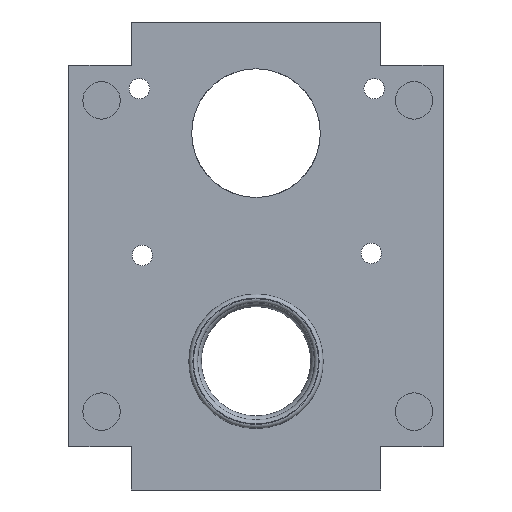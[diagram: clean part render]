
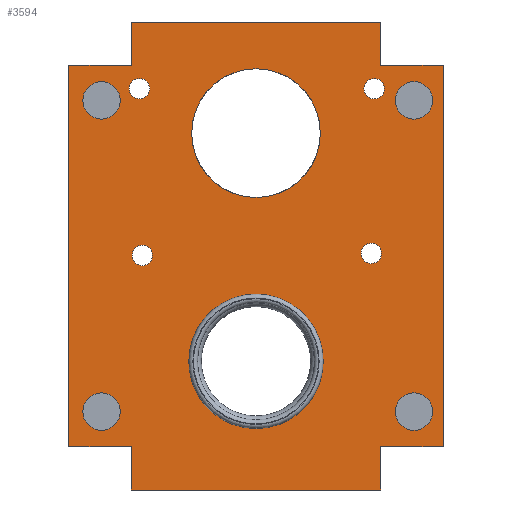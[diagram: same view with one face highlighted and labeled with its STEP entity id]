
A CAD part, front view. The second image highlights one B-rep face of the part: STEP entity #3594.
In plain terms, the highlighted planar face has unit normal (0, -1, 0).
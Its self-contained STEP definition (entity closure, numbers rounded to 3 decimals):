
#248=FACE_BOUND('',#631,.T.);
#249=FACE_BOUND('',#632,.T.);
#250=FACE_BOUND('',#633,.T.);
#251=FACE_BOUND('',#634,.T.);
#252=FACE_BOUND('',#635,.T.);
#253=FACE_BOUND('',#636,.T.);
#254=FACE_BOUND('',#637,.T.);
#255=FACE_BOUND('',#638,.T.);
#256=FACE_BOUND('',#639,.T.);
#257=FACE_BOUND('',#640,.T.);
#324=PLANE('',#3906);
#418=FACE_OUTER_BOUND('',#630,.T.);
#630=EDGE_LOOP('',(#2723,#2724,#2725,#2726,#2727,#2728,#2729,#2730,#2731,
#2732,#2733,#2734));
#631=EDGE_LOOP('',(#2735));
#632=EDGE_LOOP('',(#2736));
#633=EDGE_LOOP('',(#2737));
#634=EDGE_LOOP('',(#2738));
#635=EDGE_LOOP('',(#2739));
#636=EDGE_LOOP('',(#2740));
#637=EDGE_LOOP('',(#2741));
#638=EDGE_LOOP('',(#2742));
#639=EDGE_LOOP('',(#2743));
#640=EDGE_LOOP('',(#2744));
#906=LINE('',#5383,#1181);
#907=LINE('',#5385,#1182);
#908=LINE('',#5387,#1183);
#909=LINE('',#5389,#1184);
#910=LINE('',#5391,#1185);
#911=LINE('',#5393,#1186);
#912=LINE('',#5395,#1187);
#913=LINE('',#5397,#1188);
#914=LINE('',#5399,#1189);
#915=LINE('',#5401,#1190);
#916=LINE('',#5403,#1191);
#917=LINE('',#5404,#1192);
#1181=VECTOR('',#4373,10.);
#1182=VECTOR('',#4374,10.);
#1183=VECTOR('',#4375,10.);
#1184=VECTOR('',#4376,10.);
#1185=VECTOR('',#4377,10.);
#1186=VECTOR('',#4378,10.);
#1187=VECTOR('',#4379,10.);
#1188=VECTOR('',#4380,10.);
#1189=VECTOR('',#4381,10.);
#1190=VECTOR('',#4382,10.);
#1191=VECTOR('',#4383,10.);
#1192=VECTOR('',#4384,10.);
#1380=CIRCLE('',#3821,5.5);
#1437=CIRCLE('',#3905,5.75);
#1438=CIRCLE('',#3907,0.875);
#1439=CIRCLE('',#3908,0.875);
#1440=CIRCLE('',#3909,0.875);
#1441=CIRCLE('',#3910,0.875);
#1442=CIRCLE('',#3911,1.6);
#1443=CIRCLE('',#3912,1.6);
#1444=CIRCLE('',#3913,1.6);
#1445=CIRCLE('',#3914,1.6);
#1510=VERTEX_POINT('',#4871);
#1645=VERTEX_POINT('',#5377);
#1646=VERTEX_POINT('',#5381);
#1647=VERTEX_POINT('',#5382);
#1648=VERTEX_POINT('',#5384);
#1649=VERTEX_POINT('',#5386);
#1650=VERTEX_POINT('',#5388);
#1651=VERTEX_POINT('',#5390);
#1652=VERTEX_POINT('',#5392);
#1653=VERTEX_POINT('',#5394);
#1654=VERTEX_POINT('',#5396);
#1655=VERTEX_POINT('',#5398);
#1656=VERTEX_POINT('',#5400);
#1657=VERTEX_POINT('',#5402);
#1658=VERTEX_POINT('',#5405);
#1659=VERTEX_POINT('',#5407);
#1660=VERTEX_POINT('',#5409);
#1661=VERTEX_POINT('',#5411);
#1662=VERTEX_POINT('',#5413);
#1663=VERTEX_POINT('',#5415);
#1664=VERTEX_POINT('',#5417);
#1665=VERTEX_POINT('',#5419);
#1893=EDGE_CURVE('',#1510,#1510,#1380,.T.);
#2063=EDGE_CURVE('',#1645,#1645,#1437,.T.);
#2065=EDGE_CURVE('',#1646,#1647,#906,.T.);
#2066=EDGE_CURVE('',#1647,#1648,#907,.F.);
#2067=EDGE_CURVE('',#1648,#1649,#908,.T.);
#2068=EDGE_CURVE('',#1649,#1650,#909,.T.);
#2069=EDGE_CURVE('',#1650,#1651,#910,.T.);
#2070=EDGE_CURVE('',#1651,#1652,#911,.F.);
#2071=EDGE_CURVE('',#1652,#1653,#912,.T.);
#2072=EDGE_CURVE('',#1653,#1654,#913,.F.);
#2073=EDGE_CURVE('',#1654,#1655,#914,.T.);
#2074=EDGE_CURVE('',#1655,#1656,#915,.T.);
#2075=EDGE_CURVE('',#1656,#1657,#916,.T.);
#2076=EDGE_CURVE('',#1657,#1646,#917,.F.);
#2077=EDGE_CURVE('',#1658,#1658,#1438,.T.);
#2078=EDGE_CURVE('',#1659,#1659,#1439,.T.);
#2079=EDGE_CURVE('',#1660,#1660,#1440,.T.);
#2080=EDGE_CURVE('',#1661,#1661,#1441,.T.);
#2081=EDGE_CURVE('',#1662,#1662,#1442,.T.);
#2082=EDGE_CURVE('',#1663,#1663,#1443,.T.);
#2083=EDGE_CURVE('',#1664,#1664,#1444,.T.);
#2084=EDGE_CURVE('',#1665,#1665,#1445,.T.);
#2723=ORIENTED_EDGE('',*,*,#2065,.T.);
#2724=ORIENTED_EDGE('',*,*,#2066,.T.);
#2725=ORIENTED_EDGE('',*,*,#2067,.T.);
#2726=ORIENTED_EDGE('',*,*,#2068,.T.);
#2727=ORIENTED_EDGE('',*,*,#2069,.T.);
#2728=ORIENTED_EDGE('',*,*,#2070,.T.);
#2729=ORIENTED_EDGE('',*,*,#2071,.T.);
#2730=ORIENTED_EDGE('',*,*,#2072,.T.);
#2731=ORIENTED_EDGE('',*,*,#2073,.T.);
#2732=ORIENTED_EDGE('',*,*,#2074,.T.);
#2733=ORIENTED_EDGE('',*,*,#2075,.T.);
#2734=ORIENTED_EDGE('',*,*,#2076,.T.);
#2735=ORIENTED_EDGE('',*,*,#1893,.F.);
#2736=ORIENTED_EDGE('',*,*,#2077,.T.);
#2737=ORIENTED_EDGE('',*,*,#2078,.T.);
#2738=ORIENTED_EDGE('',*,*,#2079,.T.);
#2739=ORIENTED_EDGE('',*,*,#2080,.T.);
#2740=ORIENTED_EDGE('',*,*,#2081,.T.);
#2741=ORIENTED_EDGE('',*,*,#2082,.T.);
#2742=ORIENTED_EDGE('',*,*,#2083,.T.);
#2743=ORIENTED_EDGE('',*,*,#2084,.T.);
#2744=ORIENTED_EDGE('',*,*,#2063,.T.);
#3594=ADVANCED_FACE('',(#418,#248,#249,#250,#251,#252,#253,#254,#255,#256,
#257),#324,.F.);
#3821=AXIS2_PLACEMENT_3D('',#4872,#4133,#4134);
#3905=AXIS2_PLACEMENT_3D('',#5378,#4368,#4369);
#3906=AXIS2_PLACEMENT_3D('',#5380,#4371,#4372);
#3907=AXIS2_PLACEMENT_3D('',#5406,#4385,#4386);
#3908=AXIS2_PLACEMENT_3D('',#5408,#4387,#4388);
#3909=AXIS2_PLACEMENT_3D('',#5410,#4389,#4390);
#3910=AXIS2_PLACEMENT_3D('',#5412,#4391,#4392);
#3911=AXIS2_PLACEMENT_3D('',#5414,#4393,#4394);
#3912=AXIS2_PLACEMENT_3D('',#5416,#4395,#4396);
#3913=AXIS2_PLACEMENT_3D('',#5418,#4397,#4398);
#3914=AXIS2_PLACEMENT_3D('',#5420,#4399,#4400);
#4133=DIRECTION('center_axis',(0.,-1.,0.));
#4134=DIRECTION('ref_axis',(1.,0.,0.));
#4368=DIRECTION('center_axis',(0.,1.,0.));
#4369=DIRECTION('ref_axis',(1.,0.,0.));
#4371=DIRECTION('center_axis',(0.,1.,0.));
#4372=DIRECTION('ref_axis',(0.,0.,-1.));
#4373=DIRECTION('',(0.,0.,-1.));
#4374=DIRECTION('',(-1.,0.,0.));
#4375=DIRECTION('',(0.,0.,-1.));
#4376=DIRECTION('',(1.,0.,0.));
#4377=DIRECTION('',(0.,0.,1.));
#4378=DIRECTION('',(-1.,0.,0.));
#4379=DIRECTION('',(0.,0.,1.));
#4380=DIRECTION('',(1.,0.,0.));
#4381=DIRECTION('',(0.,0.,1.));
#4382=DIRECTION('',(-1.,0.,0.));
#4383=DIRECTION('',(0.,0.,-1.));
#4384=DIRECTION('',(1.,0.,0.));
#4385=DIRECTION('center_axis',(0.,1.,0.));
#4386=DIRECTION('ref_axis',(-1.,0.,0.));
#4387=DIRECTION('center_axis',(0.,1.,0.));
#4388=DIRECTION('ref_axis',(-1.,0.,0.));
#4389=DIRECTION('center_axis',(0.,1.,0.));
#4390=DIRECTION('ref_axis',(-1.,0.,0.));
#4391=DIRECTION('center_axis',(0.,1.,0.));
#4392=DIRECTION('ref_axis',(-1.,0.,0.));
#4393=DIRECTION('center_axis',(0.,1.,0.));
#4394=DIRECTION('ref_axis',(1.,0.,0.));
#4395=DIRECTION('center_axis',(0.,1.,0.));
#4396=DIRECTION('ref_axis',(1.,0.,0.));
#4397=DIRECTION('center_axis',(0.,1.,0.));
#4398=DIRECTION('ref_axis',(1.,0.,0.));
#4399=DIRECTION('center_axis',(0.,1.,0.));
#4400=DIRECTION('ref_axis',(1.,0.,0.));
#4871=CARTESIAN_POINT('',(34.5,-25.229,10.5));
#4872=CARTESIAN_POINT('Origin',(40.,-25.229,10.5));
#5377=CARTESIAN_POINT('',(34.25,-25.229,-9.));
#5378=CARTESIAN_POINT('Origin',(40.,-25.229,-9.));
#5380=CARTESIAN_POINT('Origin',(40.,-25.229,0.));
#5381=CARTESIAN_POINT('',(24.,-25.229,16.3));
#5382=CARTESIAN_POINT('',(24.,-25.229,-16.3));
#5383=CARTESIAN_POINT('',(24.,-25.229,-10.));
#5384=CARTESIAN_POINT('',(29.35,-25.229,-16.3));
#5385=CARTESIAN_POINT('',(34.675,-25.229,-16.3));
#5386=CARTESIAN_POINT('',(29.35,-25.229,-20.));
#5387=CARTESIAN_POINT('',(29.35,-25.229,-10.));
#5388=CARTESIAN_POINT('',(50.65,-25.229,-20.));
#5389=CARTESIAN_POINT('',(25.,-25.229,-20.));
#5390=CARTESIAN_POINT('',(50.65,-25.229,-16.3));
#5391=CARTESIAN_POINT('',(50.65,-25.229,-8.2));
#5392=CARTESIAN_POINT('',(56.,-25.229,-16.3));
#5393=CARTESIAN_POINT('',(47.5,-25.229,-16.3));
#5394=CARTESIAN_POINT('',(56.,-25.229,16.3));
#5395=CARTESIAN_POINT('',(56.,-25.229,10.));
#5396=CARTESIAN_POINT('',(50.65,-25.229,16.3));
#5397=CARTESIAN_POINT('',(45.325,-25.229,16.3));
#5398=CARTESIAN_POINT('',(50.65,-25.229,20.));
#5399=CARTESIAN_POINT('',(50.65,-25.229,10.));
#5400=CARTESIAN_POINT('',(29.35,-25.229,20.));
#5401=CARTESIAN_POINT('',(55.,-25.229,20.));
#5402=CARTESIAN_POINT('',(29.35,-25.229,16.3));
#5403=CARTESIAN_POINT('',(29.35,-25.229,8.2));
#5404=CARTESIAN_POINT('',(32.5,-25.229,16.3));
#5405=CARTESIAN_POINT('',(50.977,-25.229,14.3));
#5406=CARTESIAN_POINT('Origin',(50.102,-25.229,14.3));
#5407=CARTESIAN_POINT('',(31.157,-25.229,0.054));
#5408=CARTESIAN_POINT('Origin',(30.282,-25.229,0.054));
#5409=CARTESIAN_POINT('',(30.907,-25.229,14.3));
#5410=CARTESIAN_POINT('Origin',(30.032,-25.229,14.3));
#5411=CARTESIAN_POINT('',(50.727,-25.229,0.226));
#5412=CARTESIAN_POINT('Origin',(49.852,-25.229,0.226));
#5413=CARTESIAN_POINT('',(25.2,-25.229,-13.3));
#5414=CARTESIAN_POINT('Origin',(26.8,-25.229,-13.3));
#5415=CARTESIAN_POINT('',(51.9,-25.229,-13.3));
#5416=CARTESIAN_POINT('Origin',(53.5,-25.229,-13.3));
#5417=CARTESIAN_POINT('',(25.2,-25.229,13.3));
#5418=CARTESIAN_POINT('Origin',(26.8,-25.229,13.3));
#5419=CARTESIAN_POINT('',(51.9,-25.229,13.3));
#5420=CARTESIAN_POINT('Origin',(53.5,-25.229,13.3));
